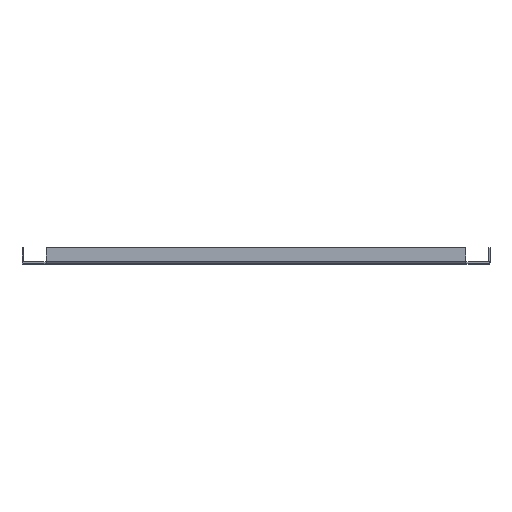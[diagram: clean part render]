
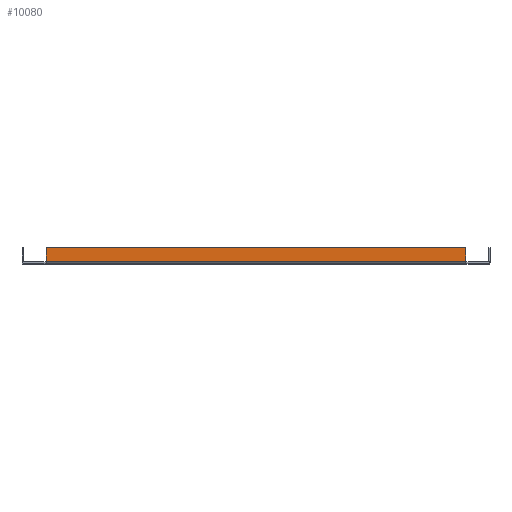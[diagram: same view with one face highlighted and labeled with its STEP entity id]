
A CAD part, top view. The second image highlights one B-rep face of the part: STEP entity #10080.
In plain terms, the highlighted planar face has unit normal (0, 0, 1).
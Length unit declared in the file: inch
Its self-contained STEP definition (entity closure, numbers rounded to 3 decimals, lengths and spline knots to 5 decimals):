
#57 = VERTEX_POINT ( 'NONE', #8225 ) ;
#105 = CARTESIAN_POINT ( 'NONE',  ( -10.092, 0.75, 19. ) ) ;
#681 = EDGE_LOOP ( 'NONE', ( #1816, #5117, #7981, #8155 ) ) ;
#734 = VERTEX_POINT ( 'NONE', #105 ) ;
#895 = LINE ( 'NONE', #9603, #1355 ) ;
#1355 = VECTOR ( 'NONE', #7273, 39.37008 ) ;
#1490 = CARTESIAN_POINT ( 'NONE',  ( 10.092, 0.086, 19. ) ) ;
#1816 = ORIENTED_EDGE ( 'NONE', *, *, #2558, .F. ) ;
#1860 = DIRECTION ( 'NONE',  ( -1., 0., 0. ) ) ;
#2261 = VECTOR ( 'NONE', #6779, 39.37008 ) ;
#2388 = EDGE_CURVE ( 'NONE', #57, #8410, #8278, .T. ) ;
#2558 = EDGE_CURVE ( 'NONE', #4947, #734, #895, .T. ) ;
#2703 = VECTOR ( 'NONE', #3672, 39.37008 ) ;
#2734 = CARTESIAN_POINT ( 'NONE',  ( 10.092, 0.086, 19. ) ) ;
#3672 = DIRECTION ( 'NONE',  ( -1., 0., 0. ) ) ;
#3894 = EDGE_CURVE ( 'NONE', #57, #734, #6250, .T. ) ;
#4182 = CARTESIAN_POINT ( 'NONE',  ( 11.25, 0.75, 19. ) ) ;
#4202 = FACE_OUTER_BOUND ( 'NONE', #681, .T. ) ;
#4947 = VERTEX_POINT ( 'NONE', #10023 ) ;
#4971 = CARTESIAN_POINT ( 'NONE',  ( -11.16392, 0.047, 19. ) ) ;
#5117 = ORIENTED_EDGE ( 'NONE', *, *, #6276, .F. ) ;
#5837 = DIRECTION ( 'NONE',  ( 0., 0., 1. ) ) ;
#6250 = LINE ( 'NONE', #4182, #7117 ) ;
#6276 = EDGE_CURVE ( 'NONE', #8410, #4947, #9961, .T. ) ;
#6779 = DIRECTION ( 'NONE',  ( 0., -1., 0. ) ) ;
#6909 = PLANE ( 'NONE',  #8110 ) ;
#7117 = VECTOR ( 'NONE', #1860, 39.37008 ) ;
#7273 = DIRECTION ( 'NONE',  ( 0., 1., 0. ) ) ;
#7981 = ORIENTED_EDGE ( 'NONE', *, *, #2388, .F. ) ;
#8110 = AXIS2_PLACEMENT_3D ( 'NONE', #4971, #5837, #8991 ) ;
#8155 = ORIENTED_EDGE ( 'NONE', *, *, #3894, .T. ) ;
#8225 = CARTESIAN_POINT ( 'NONE',  ( 10.092, 0.75, 19. ) ) ;
#8278 = LINE ( 'NONE', #9049, #2261 ) ;
#8410 = VERTEX_POINT ( 'NONE', #1490 ) ;
#8991 = DIRECTION ( 'NONE',  ( 0., -1., 0. ) ) ;
#9049 = CARTESIAN_POINT ( 'NONE',  ( 10.092, 0., 19. ) ) ;
#9603 = CARTESIAN_POINT ( 'NONE',  ( -10.092, 0., 19. ) ) ;
#9961 = LINE ( 'NONE', #2734, #2703 ) ;
#10023 = CARTESIAN_POINT ( 'NONE',  ( -10.092, 0.086, 19. ) ) ;
#10080 = ADVANCED_FACE ( 'NONE', ( #4202 ), #6909, .T. ) ;
